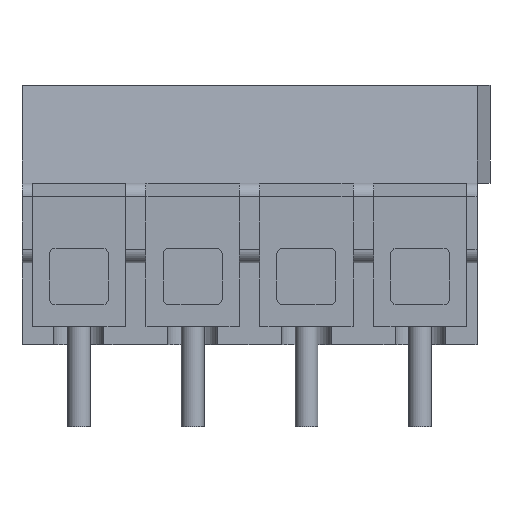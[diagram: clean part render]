
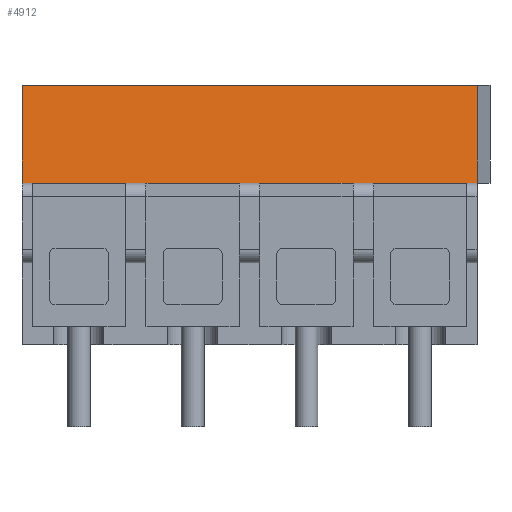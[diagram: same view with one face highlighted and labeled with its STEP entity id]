
A CAD part, front view. The second image highlights one B-rep face of the part: STEP entity #4912.
In plain terms, the highlighted planar face has unit normal (0, -0.993, 0.122).
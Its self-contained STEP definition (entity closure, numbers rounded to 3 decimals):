
#376 = PLANE('',#377);
#377 = AXIS2_PLACEMENT_3D('',#378,#379,#380);
#378 = CARTESIAN_POINT('',(7.5,-3.906,7.1));
#379 = DIRECTION('',(0.,0.,1.));
#380 = DIRECTION('',(0.,1.,0.));
#1178 = VERTEX_POINT('',#1179);
#1179 = CARTESIAN_POINT('',(17.5,-3.506,7.1));
#1193 = PLANE('',#1194);
#1194 = AXIS2_PLACEMENT_3D('',#1195,#1196,#1197);
#1195 = CARTESIAN_POINT('',(17.5,-0.291,5.692));
#1196 = DIRECTION('',(1.,0.,0.));
#1197 = DIRECTION('',(0.,0.,1.));
#1205 = EDGE_CURVE('',#1206,#1178,#1208,.T.);
#1206 = VERTEX_POINT('',#1207);
#1207 = CARTESIAN_POINT('',(-2.5,-3.506,7.1));
#1208 = SURFACE_CURVE('',#1209,(#1213,#1220),.PCURVE_S1.);
#1209 = LINE('',#1210,#1211);
#1210 = CARTESIAN_POINT('',(-2.5,-3.506,7.1));
#1211 = VECTOR('',#1212,1.);
#1212 = DIRECTION('',(1.,0.,0.));
#1213 = PCURVE('',#376,#1214);
#1214 = DEFINITIONAL_REPRESENTATION('',(#1215),#1219);
#1215 = LINE('',#1216,#1217);
#1216 = CARTESIAN_POINT('',(0.4,10.));
#1217 = VECTOR('',#1218,1.);
#1218 = DIRECTION('',(0.,-1.));
#1219 = ( GEOMETRIC_REPRESENTATION_CONTEXT(2)
PARAMETRIC_REPRESENTATION_CONTEXT() REPRESENTATION_CONTEXT('2D SPACE',''
) );
#1220 = PCURVE('',#1221,#1226);
#1221 = PLANE('',#1222);
#1222 = AXIS2_PLACEMENT_3D('',#1223,#1224,#1225);
#1223 = CARTESIAN_POINT('',(-2.5,-2.976,11.4));
#1224 = DIRECTION('',(0.,0.992,-0.122));
#1225 = DIRECTION('',(0.,-0.122,-0.992));
#1226 = DEFINITIONAL_REPRESENTATION('',(#1227),#1231);
#1227 = LINE('',#1228,#1229);
#1228 = CARTESIAN_POINT('',(4.333,0.));
#1229 = VECTOR('',#1230,1.);
#1230 = DIRECTION('',(0.,-1.));
#1231 = ( GEOMETRIC_REPRESENTATION_CONTEXT(2)
PARAMETRIC_REPRESENTATION_CONTEXT() REPRESENTATION_CONTEXT('2D SPACE',''
) );
#1249 = PLANE('',#1250);
#1250 = AXIS2_PLACEMENT_3D('',#1251,#1252,#1253);
#1251 = CARTESIAN_POINT('',(-2.5,-0.291,5.692));
#1252 = DIRECTION('',(-1.,-0.,-0.));
#1253 = DIRECTION('',(0.,0.,-1.));
#4643 = PLANE('',#4644);
#4644 = AXIS2_PLACEMENT_3D('',#4645,#4646,#4647);
#4645 = CARTESIAN_POINT('',(7.551,-0.003,11.4));
#4646 = DIRECTION('',(0.,0.,1.));
#4647 = DIRECTION('',(1.,0.,0.));
#4847 = VERTEX_POINT('',#4848);
#4848 = CARTESIAN_POINT('',(17.5,-2.976,11.4));
#4869 = EDGE_CURVE('',#4847,#1178,#4870,.T.);
#4870 = SURFACE_CURVE('',#4871,(#4875,#4882),.PCURVE_S1.);
#4871 = LINE('',#4872,#4873);
#4872 = CARTESIAN_POINT('',(17.5,-2.976,11.4));
#4873 = VECTOR('',#4874,1.);
#4874 = DIRECTION('',(0.,-0.122,-0.992));
#4875 = PCURVE('',#1193,#4876);
#4876 = DEFINITIONAL_REPRESENTATION('',(#4877),#4881);
#4877 = LINE('',#4878,#4879);
#4878 = CARTESIAN_POINT('',(5.708,2.685));
#4879 = VECTOR('',#4880,1.);
#4880 = DIRECTION('',(-0.992,0.122));
#4881 = ( GEOMETRIC_REPRESENTATION_CONTEXT(2)
PARAMETRIC_REPRESENTATION_CONTEXT() REPRESENTATION_CONTEXT('2D SPACE',''
) );
#4882 = PCURVE('',#1221,#4883);
#4883 = DEFINITIONAL_REPRESENTATION('',(#4884),#4888);
#4884 = LINE('',#4885,#4886);
#4885 = CARTESIAN_POINT('',(0.,-20.));
#4886 = VECTOR('',#4887,1.);
#4887 = DIRECTION('',(1.,0.));
#4888 = ( GEOMETRIC_REPRESENTATION_CONTEXT(2)
PARAMETRIC_REPRESENTATION_CONTEXT() REPRESENTATION_CONTEXT('2D SPACE',''
) );
#4912 = ADVANCED_FACE('',(#4913),#1221,.F.);
#4913 = FACE_BOUND('',#4914,.F.);
#4914 = EDGE_LOOP('',(#4915,#4938,#4939,#4940));
#4915 = ORIENTED_EDGE('',*,*,#4916,.T.);
#4916 = EDGE_CURVE('',#4917,#4847,#4919,.T.);
#4917 = VERTEX_POINT('',#4918);
#4918 = CARTESIAN_POINT('',(-2.5,-2.976,11.4));
#4919 = SURFACE_CURVE('',#4920,(#4924,#4931),.PCURVE_S1.);
#4920 = LINE('',#4921,#4922);
#4921 = CARTESIAN_POINT('',(-2.5,-2.976,11.4));
#4922 = VECTOR('',#4923,1.);
#4923 = DIRECTION('',(1.,0.,0.));
#4924 = PCURVE('',#1221,#4925);
#4925 = DEFINITIONAL_REPRESENTATION('',(#4926),#4930);
#4926 = LINE('',#4927,#4928);
#4927 = CARTESIAN_POINT('',(0.,0.));
#4928 = VECTOR('',#4929,1.);
#4929 = DIRECTION('',(0.,-1.));
#4930 = ( GEOMETRIC_REPRESENTATION_CONTEXT(2)
PARAMETRIC_REPRESENTATION_CONTEXT() REPRESENTATION_CONTEXT('2D SPACE',''
) );
#4931 = PCURVE('',#4643,#4932);
#4932 = DEFINITIONAL_REPRESENTATION('',(#4933),#4937);
#4933 = LINE('',#4934,#4935);
#4934 = CARTESIAN_POINT('',(-10.051,-2.973));
#4935 = VECTOR('',#4936,1.);
#4936 = DIRECTION('',(1.,0.));
#4937 = ( GEOMETRIC_REPRESENTATION_CONTEXT(2)
PARAMETRIC_REPRESENTATION_CONTEXT() REPRESENTATION_CONTEXT('2D SPACE',''
) );
#4938 = ORIENTED_EDGE('',*,*,#4869,.T.);
#4939 = ORIENTED_EDGE('',*,*,#1205,.F.);
#4940 = ORIENTED_EDGE('',*,*,#4941,.F.);
#4941 = EDGE_CURVE('',#4917,#1206,#4942,.T.);
#4942 = SURFACE_CURVE('',#4943,(#4947,#4954),.PCURVE_S1.);
#4943 = LINE('',#4944,#4945);
#4944 = CARTESIAN_POINT('',(-2.5,-2.976,11.4));
#4945 = VECTOR('',#4946,1.);
#4946 = DIRECTION('',(0.,-0.122,-0.992));
#4947 = PCURVE('',#1221,#4948);
#4948 = DEFINITIONAL_REPRESENTATION('',(#4949),#4953);
#4949 = LINE('',#4950,#4951);
#4950 = CARTESIAN_POINT('',(0.,0.));
#4951 = VECTOR('',#4952,1.);
#4952 = DIRECTION('',(1.,0.));
#4953 = ( GEOMETRIC_REPRESENTATION_CONTEXT(2)
PARAMETRIC_REPRESENTATION_CONTEXT() REPRESENTATION_CONTEXT('2D SPACE',''
) );
#4954 = PCURVE('',#1249,#4955);
#4955 = DEFINITIONAL_REPRESENTATION('',(#4956),#4960);
#4956 = LINE('',#4957,#4958);
#4957 = CARTESIAN_POINT('',(-5.708,2.685));
#4958 = VECTOR('',#4959,1.);
#4959 = DIRECTION('',(0.992,0.122));
#4960 = ( GEOMETRIC_REPRESENTATION_CONTEXT(2)
PARAMETRIC_REPRESENTATION_CONTEXT() REPRESENTATION_CONTEXT('2D SPACE',''
) );
